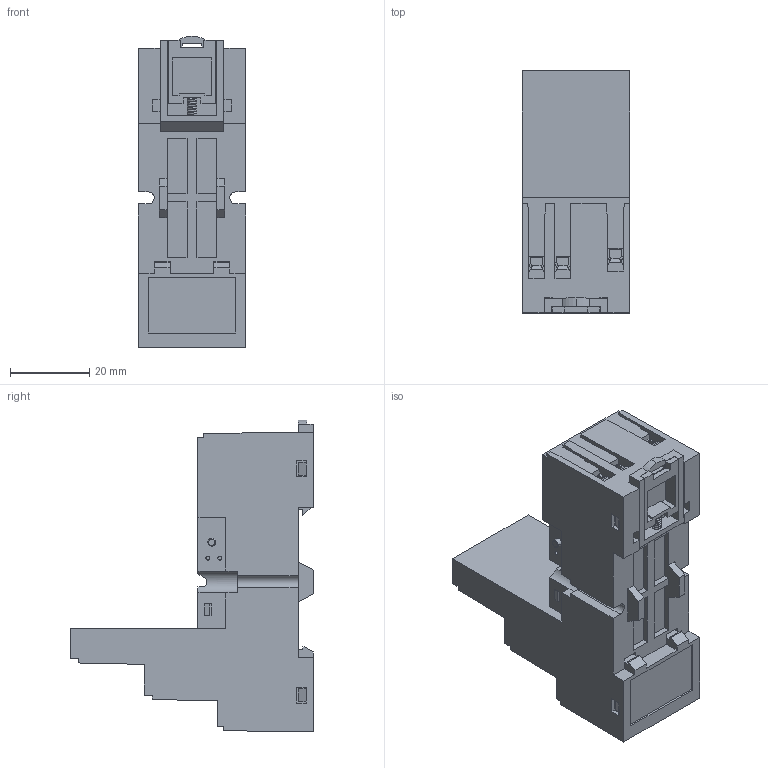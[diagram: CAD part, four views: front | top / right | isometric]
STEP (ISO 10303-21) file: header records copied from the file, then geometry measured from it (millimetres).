
FILE_DESCRIPTION (( 'STEP AP214' ), '1' );
FILE_NAME ('PYF-044BE_3.STEP', '2021-02-09T06:30:40', ( 'managet2' ), ( '' ), 'SwSTEP 2.0', 'SolidWorks 2016', '' );
FILE_SCHEMA (( 'AUTOMOTIVE_DESIGN' ));
Length unit declared in the file: millimetre
Products named in the file (19): 咈懤錪-1; PYF-044BE_3-1; PYF-044BE_3
Assembly tree (16 placements, depth 2):
  咈懤錪-1
  咈懤錪-1
  咈懤錪-1
  咈懤錪-1
  PYF-044BE_3-1
Bounding box: 27 x 61 x 78.5 mm (x, y, z)
Surface area: 23793.1 mm2 (no closed solid volume)
Topology: 0 solids, 64 shells, 2961 faces, 7794 edges, 5013 vertices
Faces by surface type: plane 2523, cylinder 387, bspline 51
Entity records: 30400 total; most frequent: CARTESIAN_POINT 6343, ORIENTED_EDGE 4864, DIRECTION 4502, EDGE_CURVE 2432, LINE 2194, VECTOR 2194, VERTEX_POINT 1583, AXIS2_PLACEMENT_3D 1154
